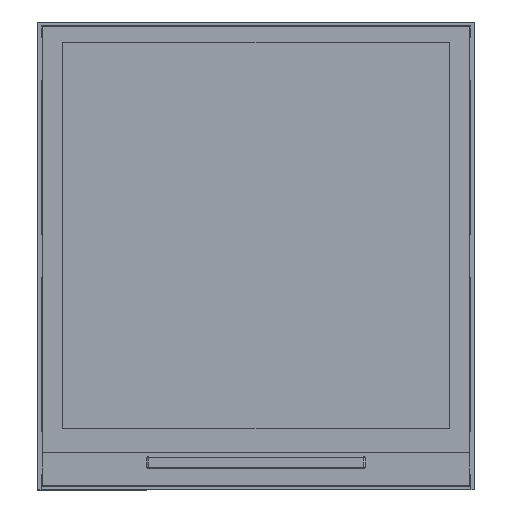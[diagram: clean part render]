
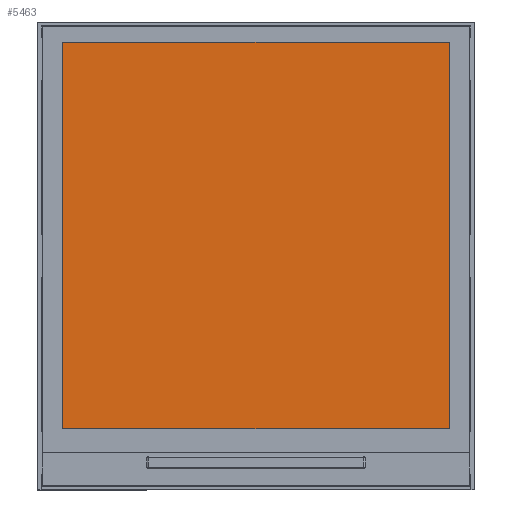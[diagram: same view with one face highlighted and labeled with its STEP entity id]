
A CAD part, top view. The second image highlights one B-rep face of the part: STEP entity #5463.
In plain terms, the highlighted planar face has unit normal (0, 0, 1).
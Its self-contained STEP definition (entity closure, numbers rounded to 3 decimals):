
#630=ORIENTED_EDGE('',*,*,#1638,.F.);
#631=ORIENTED_EDGE('',*,*,#1644,.F.);
#632=ORIENTED_EDGE('',*,*,#1642,.F.);
#633=ORIENTED_EDGE('',*,*,#1640,.F.);
#1638=EDGE_CURVE('',#2164,#2165,#2582,.T.);
#1640=EDGE_CURVE('',#2165,#2166,#2584,.T.);
#1642=EDGE_CURVE('',#2166,#2167,#2586,.T.);
#1644=EDGE_CURVE('',#2167,#2164,#2588,.T.);
#2164=VERTEX_POINT('',#6881);
#2165=VERTEX_POINT('',#6883);
#2166=VERTEX_POINT('',#6887);
#2167=VERTEX_POINT('',#6891);
#2582=LINE('',#6882,#2870);
#2584=LINE('',#6886,#2872);
#2586=LINE('',#6890,#2874);
#2588=LINE('',#6894,#2876);
#2870=VECTOR('',#6115,1000.);
#2872=VECTOR('',#6119,1000.);
#2874=VECTOR('',#6123,1000.);
#2876=VECTOR('',#6127,1000.);
#3077=EDGE_LOOP('',(#630,#631,#632,#633));
#3335=FACE_BOUND('',#3077,.T.);
#3592=PLANE('',#5728);
#5463=ADVANCED_FACE('',(#3335),#3592,.F.);
#5728=AXIS2_PLACEMENT_3D('',#6895,#6128,#6129);
#6115=DIRECTION('',(0.,1.,0.));
#6119=DIRECTION('',(1.,0.,0.));
#6123=DIRECTION('',(0.,-1.,0.));
#6127=DIRECTION('',(-1.,0.,0.));
#6128=DIRECTION('',(0.,0.,-1.));
#6129=DIRECTION('',(-1.,0.,0.));
#6881=CARTESIAN_POINT('',(-13.86,4.409,1.369));
#6882=CARTESIAN_POINT('',(-13.86,4.409,1.369));
#6883=CARTESIAN_POINT('',(-13.86,32.129,1.369));
#6886=CARTESIAN_POINT('',(-13.86,32.129,1.369));
#6887=CARTESIAN_POINT('',(13.86,32.129,1.369));
#6890=CARTESIAN_POINT('',(13.86,32.129,1.369));
#6891=CARTESIAN_POINT('',(13.86,4.409,1.369));
#6894=CARTESIAN_POINT('',(13.86,4.409,1.369));
#6895=CARTESIAN_POINT('',(0.,0.,1.369));
